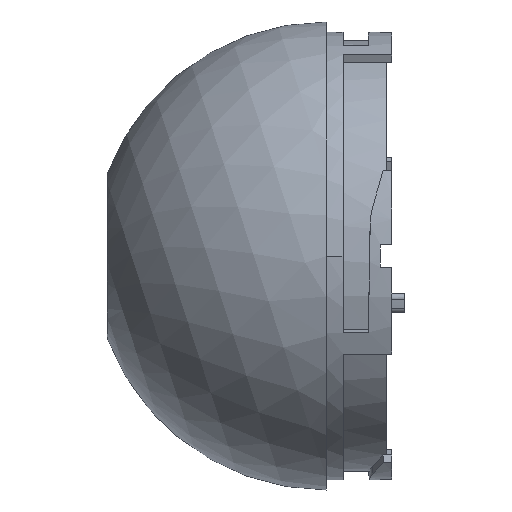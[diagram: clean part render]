
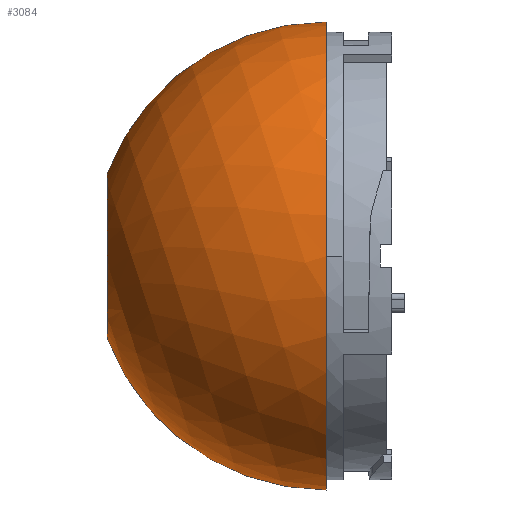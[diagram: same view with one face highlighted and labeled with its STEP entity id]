
A CAD part, left-side view. The second image highlights one B-rep face of the part: STEP entity #3084.
In plain terms, the highlighted spherical face has radius 25 mm.
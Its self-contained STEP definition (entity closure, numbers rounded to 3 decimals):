
#605=CARTESIAN_POINT('',(0.,33.4,0.));
#606=DIRECTION('',(0.,-1.,0.));
#607=DIRECTION('',(-1.,0.,0.));
#608=AXIS2_PLACEMENT_3D('',#605,#606,#607);
#613=CARTESIAN_POINT('',(0.,33.4,0.));
#614=DIRECTION('',(0.,-1.,0.));
#615=DIRECTION('',(0.,0.,1.));
#616=AXIS2_PLACEMENT_3D('',#613,#614,#615);
#621=CARTESIAN_POINT('',(0.,10.,0.));
#622=DIRECTION('',(1.,0.,0.));
#623=DIRECTION('',(0.,0.936,0.352));
#624=AXIS2_PLACEMENT_3D('',#621,#622,#623);
#629=CARTESIAN_POINT('',(0.,10.,0.));
#630=DIRECTION('',(0.,1.,0.));
#631=DIRECTION('',(0.,0.,-1.));
#632=AXIS2_PLACEMENT_3D('',#629,#630,#631);
#645=CARTESIAN_POINT('',(0.,10.,0.));
#646=DIRECTION('',(-1.,0.,0.));
#647=DIRECTION('',(0.,0.936,-0.352));
#648=AXIS2_PLACEMENT_3D('',#645,#646,#647);
#2384=CARTESIAN_POINT('',(0.,10.,-25.));
#2385=CARTESIAN_POINT('',(0.,10.,25.));
#2386=VERTEX_POINT('',#2384);
#2387=VERTEX_POINT('',#2385);
#2752=CARTESIAN_POINT('',(-8.8,33.4,0.));
#2753=CARTESIAN_POINT('',(0.,33.4,-8.8));
#2754=VERTEX_POINT('',#2752);
#2755=VERTEX_POINT('',#2753);
#2756=CARTESIAN_POINT('',(0.,33.4,8.8));
#2757=VERTEX_POINT('',#2756);
#3069=CARTESIAN_POINT('',(0.,10.,0.));
#3070=DIRECTION('',(0.,0.951,-0.31));
#3071=DIRECTION('',(0.,-0.31,-0.951));
#3072=AXIS2_PLACEMENT_3D('',#3069,#3070,#3071);
#3073=SPHERICAL_SURFACE('',#3072,25.);
#3074=ORIENTED_EDGE('',*,*,#3060,.F.);
#3075=ORIENTED_EDGE('',*,*,#3046,.F.);
#3077=ORIENTED_EDGE('',*,*,#3076,.T.);
#3079=ORIENTED_EDGE('',*,*,#3078,.F.);
#3081=ORIENTED_EDGE('',*,*,#3080,.F.);
#3082=EDGE_LOOP('',(#3074,#3075,#3077,#3079,#3081));
#3083=FACE_OUTER_BOUND('',#3082,.F.);
#3084=ADVANCED_FACE('',(#3083),#3073,.T.);
#609=CIRCLE('',#608,8.8);
#617=CIRCLE('',#616,8.8);
#625=CIRCLE('',#624,25.);
#633=CIRCLE('',#632,25.);
#649=CIRCLE('',#648,25.);
#3046=EDGE_CURVE('',#2757,#2754,#617,.T.);
#3060=EDGE_CURVE('',#2754,#2755,#609,.T.);
#3076=EDGE_CURVE('',#2757,#2387,#625,.T.);
#3078=EDGE_CURVE('',#2386,#2387,#633,.T.);
#3080=EDGE_CURVE('',#2755,#2386,#649,.T.);
